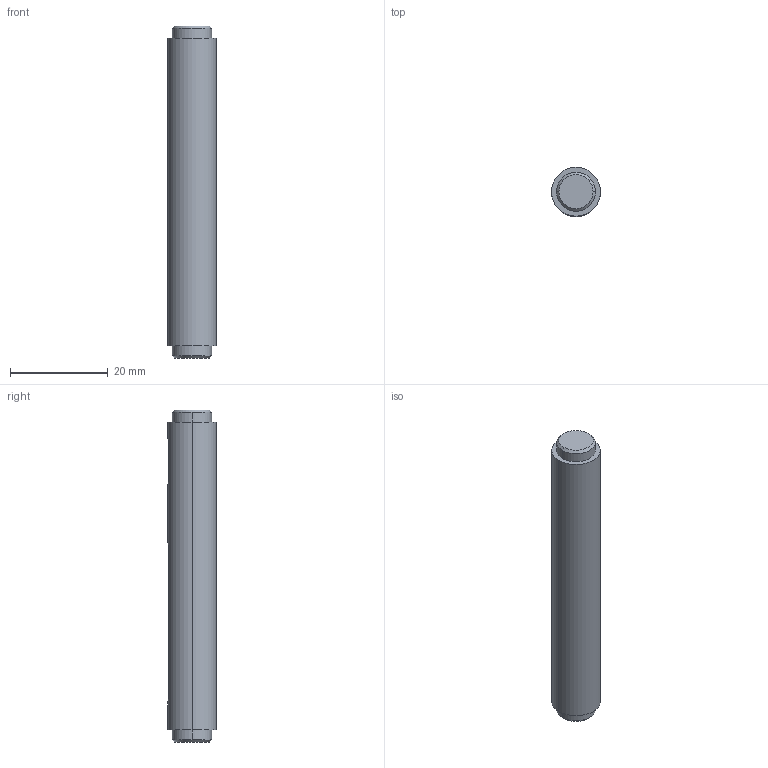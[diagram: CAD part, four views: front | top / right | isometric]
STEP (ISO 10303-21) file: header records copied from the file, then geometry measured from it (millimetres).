
FILE_DESCRIPTION (( 'STEP AP214' ), '1' );
FILE_NAME ('PAN3.2-USI-004-A-Axe.STEP', '2022-08-04T09:37:20', ( '' ), ( '' ), 'SwSTEP 2.0', 'SolidWorks 2021', '' );
FILE_SCHEMA (( 'AUTOMOTIVE_DESIGN' ));
Length unit declared in the file: millimetre
Products named in the file (1): PAN3.2-USI-004-A-Axe
Bounding box: 10 x 10 x 68 mm (x, y, z)
Volume: 4977.3 mm3; surface area: 2392.6 mm2
Topology: 1 solids, 1 shells, 26 faces, 56 edges, 36 vertices
Faces by surface type: cylinder 12, plane 10, cone 4
Entity records: 842 total; most frequent: CARTESIAN_POINT 229, DIRECTION 126, ORIENTED_EDGE 112, EDGE_CURVE 56, AXIS2_PLACEMENT_3D 49, VERTEX_POINT 36, EDGE_LOOP 30, LINE 28
